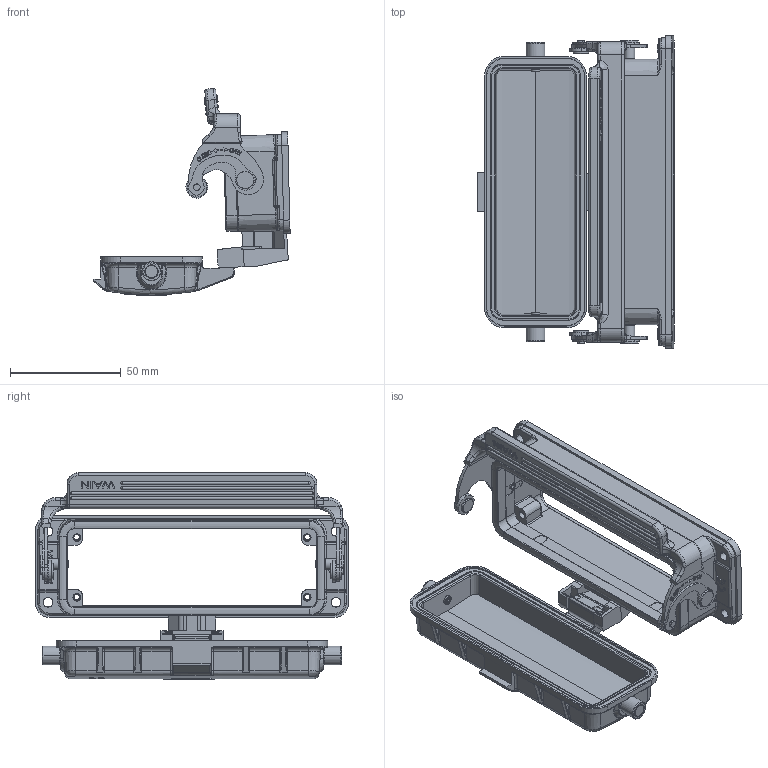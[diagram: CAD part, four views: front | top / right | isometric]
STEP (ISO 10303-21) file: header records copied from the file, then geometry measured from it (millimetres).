
FILE_DESCRIPTION(/* description */ (''),/* implementation_level */ '2;1');
FILE_NAME(/* name */ '3D_1240243611101_HV24B-BK-1L_SC-MCV_V1.1.stp',/* time_stamp */ '2024-01-17T10:52:08+08:00',/* author */ (''),/* organization */ (''),/* preprocessor_version */ 'ST-DEVELOPER v18.1',/* originating_system */ 'SIEMENS PLM Software NX 1980',/* authorisation */ '');
FILE_SCHEMA (('AUTOMOTIVE_DESIGN { 1 0 10303 214 3 1 1 1 }'));
Products named in the file (1): 14593C30272Bdteh
Bounding box: 88.53 x 141 x 93.33 mm (x, y, z)
Volume: 98193.9 mm3; surface area: 81156 mm2
Topology: 25 solids, 34 shells, 2262 faces, 5800 edges, 3677 vertices
Faces by surface type: cylinder 876, plane 846, torus 288, bspline 108, cone 74, extrusion 42, sphere 28
Full cylindrical faces by diameter (mm): 1.9 x2, 3 x2, 4.9 x2, 8 x2
Entity records: 79261 total; most frequent: CARTESIAN_POINT 27020, ORIENTED_EDGE 11451, DIRECTION 9408, EDGE_CURVE 5750, VERTEX_POINT 3673, AXIS2_PLACEMENT_3D 3487, EDGE_LOOP 2457, VECTOR 2434
